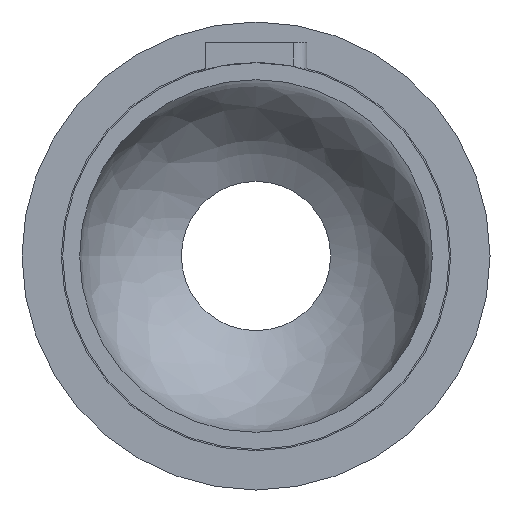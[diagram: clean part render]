
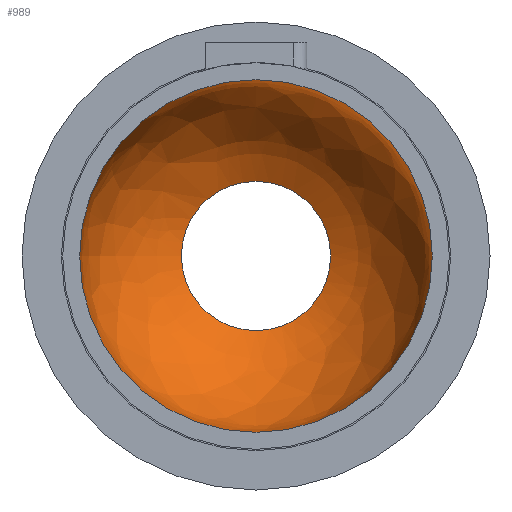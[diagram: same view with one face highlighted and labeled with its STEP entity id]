
A CAD part, front view. The second image highlights one B-rep face of the part: STEP entity #989.
In plain terms, the highlighted free-form (B-spline) face has degree [2, 2] with [3, 9] control points.
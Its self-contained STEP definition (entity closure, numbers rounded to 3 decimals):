
#19=(
BOUNDED_SURFACE()
B_SPLINE_SURFACE(2,2,((#3197,#3198,#3199,#3200,#3201,#3202,#3203,#3204,
#3205),(#3206,#3207,#3208,#3209,#3210,#3211,#3212,#3213,#3214),(#3215,#3216,
#3217,#3218,#3219,#3220,#3221,#3222,#3223)),.UNSPECIFIED.,.F.,.T.,.F.)
B_SPLINE_SURFACE_WITH_KNOTS((3,3),(3,2,2,2,3),(-1.159,0.),(-3.142,
-1.571,0.,1.571,3.142),.UNSPECIFIED.)
GEOMETRIC_REPRESENTATION_ITEM()
RATIONAL_B_SPLINE_SURFACE(((1.,0.707,1.,0.707,1.,
0.707,1.,0.707,1.),(0.837,0.592,
0.837,0.592,0.837,0.592,
0.837,0.592,0.837),(1.,0.707,
1.,0.707,1.,0.707,1.,0.707,1.)))
REPRESENTATION_ITEM('')
SURFACE()
);
#74=FACE_OUTER_BOUND('',#133,.T.);
#133=EDGE_LOOP('',(#745,#746,#747,#748,#749));
#172=CIRCLE('',#1069,26.);
#173=CIRCLE('',#1070,25.);
#174=CIRCLE('',#1071,11.);
#175=CIRCLE('',#1072,11.);
#435=VERTEX_POINT('',#3224);
#436=VERTEX_POINT('',#3226);
#437=VERTEX_POINT('',#3228);
#564=EDGE_CURVE('',#435,#435,#172,.T.);
#565=EDGE_CURVE('',#435,#436,#173,.T.);
#566=EDGE_CURVE('',#436,#437,#174,.T.);
#567=EDGE_CURVE('',#437,#436,#175,.T.);
#745=ORIENTED_EDGE('',*,*,#564,.T.);
#746=ORIENTED_EDGE('',*,*,#565,.T.);
#747=ORIENTED_EDGE('',*,*,#566,.T.);
#748=ORIENTED_EDGE('',*,*,#567,.T.);
#749=ORIENTED_EDGE('',*,*,#565,.F.);
#989=ADVANCED_FACE('',(#74),#19,.T.);
#1069=AXIS2_PLACEMENT_3D('',#3225,#1222,#1223);
#1070=AXIS2_PLACEMENT_3D('',#3227,#1224,#1225);
#1071=AXIS2_PLACEMENT_3D('',#3229,#1226,#1227);
#1072=AXIS2_PLACEMENT_3D('',#3230,#1228,#1229);
#1222=DIRECTION('center_axis',(0.,-1.,0.));
#1223=DIRECTION('ref_axis',(1.,0.,0.));
#1224=DIRECTION('center_axis',(0.,0.,-1.));
#1225=DIRECTION('ref_axis',(-1.,0.,0.));
#1226=DIRECTION('center_axis',(0.,1.,0.));
#1227=DIRECTION('ref_axis',(-1.,0.,0.));
#1228=DIRECTION('center_axis',(0.,1.,0.));
#1229=DIRECTION('ref_axis',(-1.,0.,0.));
#3197=CARTESIAN_POINT('Ctrl Pts',(-11.,58.,0.));
#3198=CARTESIAN_POINT('Ctrl Pts',(-11.,58.,-11.));
#3199=CARTESIAN_POINT('Ctrl Pts',(0.,58.,-11.));
#3200=CARTESIAN_POINT('Ctrl Pts',(11.,58.,-11.));
#3201=CARTESIAN_POINT('Ctrl Pts',(11.,58.,0.));
#3202=CARTESIAN_POINT('Ctrl Pts',(11.,58.,11.));
#3203=CARTESIAN_POINT('Ctrl Pts',(0.,58.,11.));
#3204=CARTESIAN_POINT('Ctrl Pts',(-11.,58.,11.));
#3205=CARTESIAN_POINT('Ctrl Pts',(-11.,58.,0.));
#3206=CARTESIAN_POINT('Ctrl Pts',(-26.,51.453,0.));
#3207=CARTESIAN_POINT('Ctrl Pts',(-26.,51.453,-26.));
#3208=CARTESIAN_POINT('Ctrl Pts',(0.,51.453,
-26.));
#3209=CARTESIAN_POINT('Ctrl Pts',(26.,51.453,-26.));
#3210=CARTESIAN_POINT('Ctrl Pts',(26.,51.453,0.));
#3211=CARTESIAN_POINT('Ctrl Pts',(26.,51.453,26.));
#3212=CARTESIAN_POINT('Ctrl Pts',(0.,51.453,
26.));
#3213=CARTESIAN_POINT('Ctrl Pts',(-26.,51.453,26.));
#3214=CARTESIAN_POINT('Ctrl Pts',(-26.,51.453,0.));
#3215=CARTESIAN_POINT('Ctrl Pts',(-26.,35.087,0.));
#3216=CARTESIAN_POINT('Ctrl Pts',(-26.,35.087,-26.));
#3217=CARTESIAN_POINT('Ctrl Pts',(0.,35.087,
-26.));
#3218=CARTESIAN_POINT('Ctrl Pts',(26.,35.087,-26.));
#3219=CARTESIAN_POINT('Ctrl Pts',(26.,35.087,0.));
#3220=CARTESIAN_POINT('Ctrl Pts',(26.,35.087,26.));
#3221=CARTESIAN_POINT('Ctrl Pts',(0.,35.087,
26.));
#3222=CARTESIAN_POINT('Ctrl Pts',(-26.,35.087,26.));
#3223=CARTESIAN_POINT('Ctrl Pts',(-26.,35.087,0.));
#3224=CARTESIAN_POINT('',(-26.,35.087,0.));
#3225=CARTESIAN_POINT('Origin',(0.,35.087,0.));
#3226=CARTESIAN_POINT('',(-11.,58.,0.));
#3227=CARTESIAN_POINT('Origin',(-1.,35.087,0.));
#3228=CARTESIAN_POINT('',(11.,58.,0.));
#3229=CARTESIAN_POINT('Origin',(0.,58.,0.));
#3230=CARTESIAN_POINT('Origin',(0.,58.,0.));
